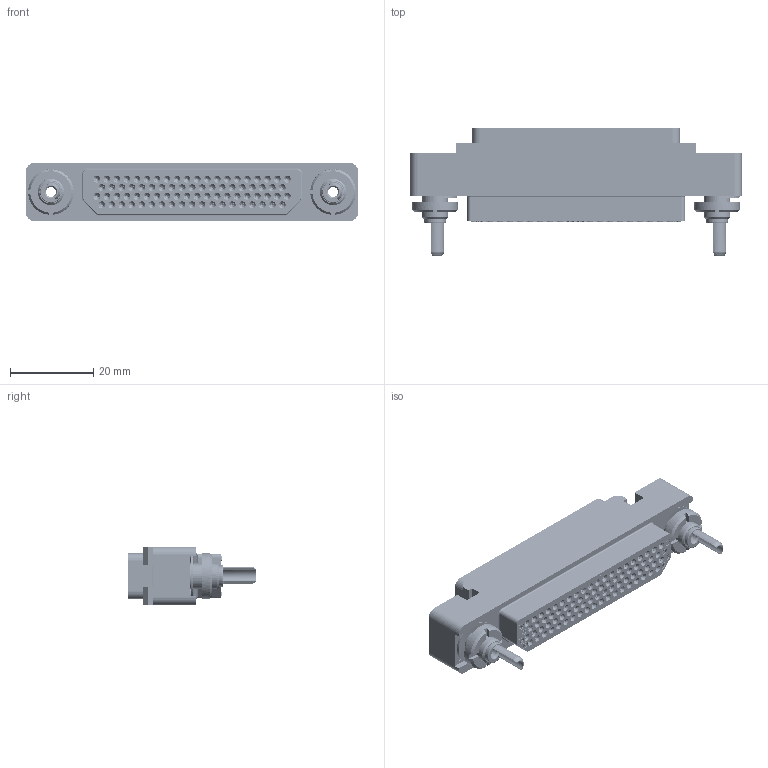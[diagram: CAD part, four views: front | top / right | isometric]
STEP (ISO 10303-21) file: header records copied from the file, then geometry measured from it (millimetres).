
FILE_DESCRIPTION((''),'2;1');
FILE_NAME('1900ND02S1B00B','2020-08-03T',('presta_be4'),(''),'CREO PARAMETRIC BY PTC INC, 2018360','CREO PARAMETRIC BY PTC INC, 2018360','');
FILE_SCHEMA(('CONFIG_CONTROL_DESIGN'));
Products named in the file (1): 1900ND02S1B00B
Bounding box: 80 x 30.8 x 14 mm (x, y, z)
Volume: 16031 mm3; surface area: 29308.1 mm2
Topology: 2 solids, 2 shells, 13485 faces, 33287 edges, 20140 vertices
Faces by surface type: cylinder 4537, plane 3793, torus 2367, cone 2227, sphere 312, extrusion 249
Entity records: 451368 total; most frequent: CARTESIAN_POINT 128885, DIRECTION 70772, ORIENTED_EDGE 65942, EDGE_CURVE 32971, AXIS2_PLACEMENT_3D 28518, VERTEX_POINT 20140, CIRCLE 15282, EDGE_LOOP 15083
